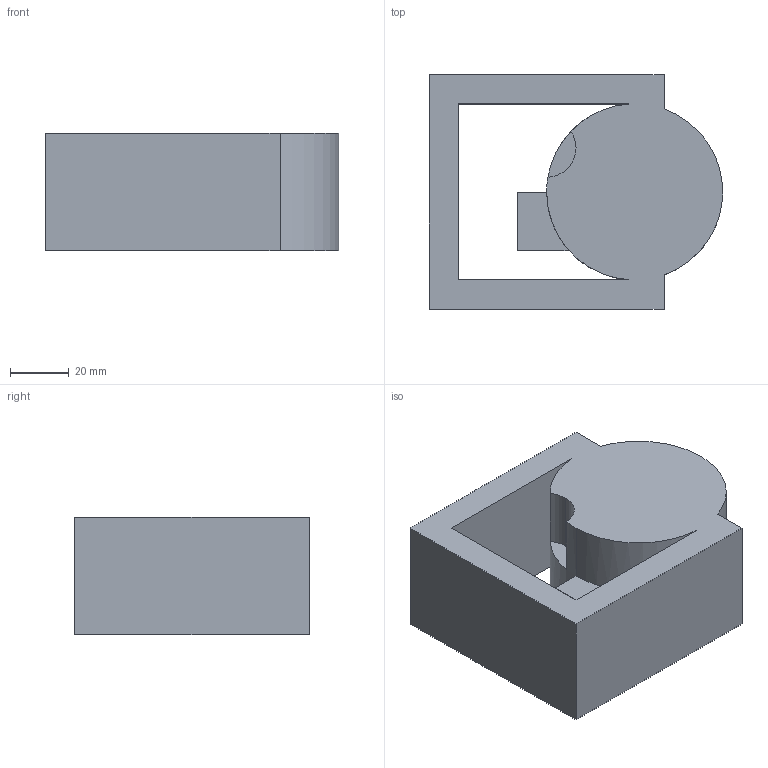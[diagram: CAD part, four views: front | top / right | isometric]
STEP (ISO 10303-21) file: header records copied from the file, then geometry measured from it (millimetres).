
FILE_DESCRIPTION(('produced by SPATIAL CORP'),'2;1');
FILE_NAME('ex31.hh.sat.stp', '2002-04-19T11:06:24+00:00',('SPATIAL CORP'),('SPATIAL CORP'), 'ACIS STEP Husk','http://www.spatial.com','SPATIAL CORP');
FILE_SCHEMA(('CONFIG_CONTROL_DESIGN'));
Length unit declared in the file: millimetre
Products named in the file (1): PRODUCT_ID_1
Bounding box: 100 x 80 x 40 mm (x, y, z)
Volume: 204925.5 mm3; surface area: 35306.3 mm2
Topology: 1 solids, 1 shells, 23 faces, 62 edges, 41 vertices
Faces by surface type: plane 17, cylinder 6
Entity records: 721 total; most frequent: ORIENTED_EDGE 124, CARTESIAN_POINT 107, DIRECTION 89, EDGE_CURVE 62, VECTOR 43, LINE 43, VERTEX_POINT 41, EDGE_LOOP 25
